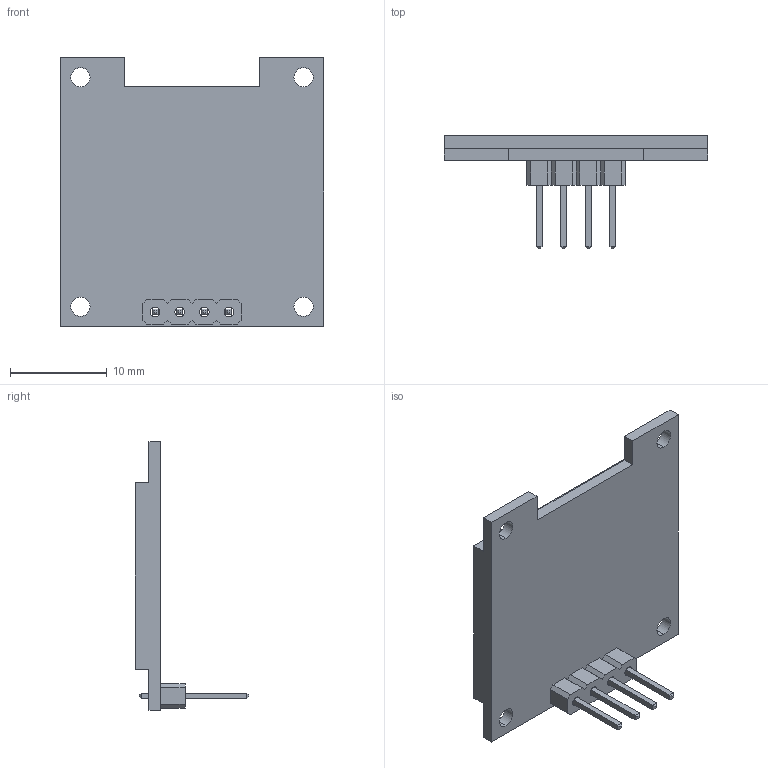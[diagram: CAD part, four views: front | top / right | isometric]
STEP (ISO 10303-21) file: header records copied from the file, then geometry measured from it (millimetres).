
FILE_DESCRIPTION(('FreeCAD Model'),'2;1');
FILE_NAME('Open CASCADE Shape Model','2022-01-02T14:44:01',('Author'),( ''),'Open CASCADE STEP processor 7.5','FreeCAD','Unknown');
FILE_SCHEMA(('AUTOMOTIVE_DESIGN { 1 0 10303 214 1 1 1 1 }'));
Length unit declared in the file: millimetre
Products named in the file (6): User Library-OLED-12864-0.96cun005; User Library-OLED-12864-0.96cun; User Library-OLED-12864-0.96cun001; User Library-OLED-12864-0.96cun002; User Library-OLED-12864-0.96cun003; User Library-OLED-12864-0.96cun004
Assembly tree (5 placements, depth 2):
  User Library-OLED-12864-0.96cun005
    User Library-OLED-12864-0.96cun
    User Library-OLED-12864-0.96cun001
    User Library-OLED-12864-0.96cun002
    User Library-OLED-12864-0.96cun003
    User Library-OLED-12864-0.96cun004
Bounding box: 27.3 x 11.7 x 27.8 mm (x, y, z)
Volume: 1645.6 mm3; surface area: 1925.9 mm2
Topology: 5 solids, 5 shells, 118 faces, 286 edges, 180 vertices
Faces by surface type: plane 102, cylinder 16
Entity records: 7766 total; most frequent: CARTESIAN_POINT 1354, DIRECTION 1106, LINE 794, VECTOR 794, ORIENTED_EDGE 572, PCURVE 572, DEFINITIONAL_REPRESENTATION 572, EDGE_CURVE 286
